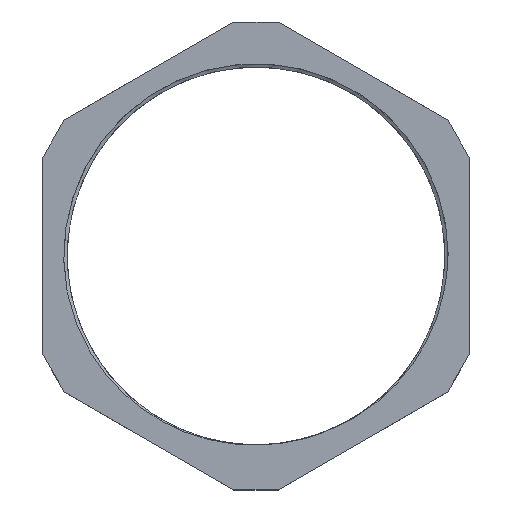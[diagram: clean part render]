
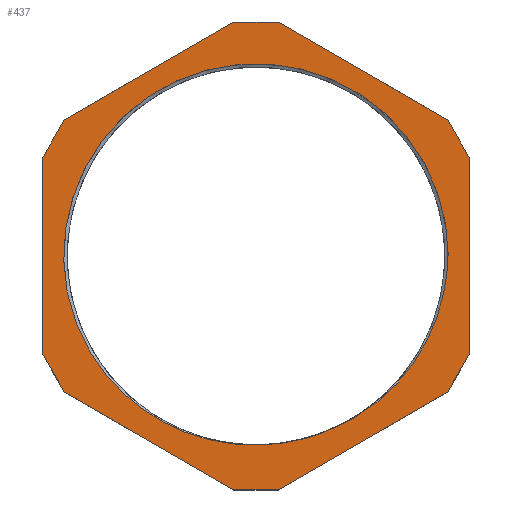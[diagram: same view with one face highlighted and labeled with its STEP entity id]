
A CAD part, top view. The second image highlights one B-rep face of the part: STEP entity #437.
In plain terms, the highlighted planar face has unit normal (0, 0, 1).
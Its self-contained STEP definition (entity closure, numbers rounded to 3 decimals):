
#16=FACE_BOUND('',#119,.T.);
#55=PLANE('',#478);
#57=CIRCLE('',#448,44.239);
#58=CIRCLE('',#451,45.);
#92=FACE_OUTER_BOUND('',#118,.T.);
#118=EDGE_LOOP('',(#394,#395,#396,#397,#398,#399,#400,#401,#402,#403,#404,
#405));
#119=EDGE_LOOP('',(#406,#407,#408,#409,#410));
#121=LINE('',#1420,#148);
#123=LINE('',#1428,#150);
#126=LINE('',#1442,#153);
#128=LINE('',#1450,#155);
#130=LINE('',#1462,#157);
#132=LINE('',#1470,#159);
#134=LINE('',#1482,#161);
#136=LINE('',#1490,#163);
#138=LINE('',#1503,#165);
#141=LINE('',#1516,#168);
#142=LINE('',#1523,#169);
#145=LINE('',#1536,#172);
#146=LINE('',#1541,#173);
#148=VECTOR('',#490,10.);
#150=VECTOR('',#500,10.);
#153=VECTOR('',#505,10.);
#155=VECTOR('',#509,10.);
#157=VECTOR('',#513,10.);
#159=VECTOR('',#517,10.);
#161=VECTOR('',#521,10.);
#163=VECTOR('',#525,10.);
#165=VECTOR('',#529,10.);
#168=VECTOR('',#534,10.);
#169=VECTOR('',#537,10.);
#172=VECTOR('',#542,10.);
#173=VECTOR('',#545,10.);
#176=B_SPLINE_CURVE_WITH_KNOTS('',3,(#875,#876,#877,#878,#879,#880,#881,
#882,#883,#884,#885,#886,#887),.UNSPECIFIED.,.F.,.F.,(4,3,3,3,4),(-5.405,
-4.398,-2.206,-0.506,0.),.UNSPECIFIED.);
#181=B_SPLINE_CURVE_WITH_KNOTS('',3,(#1405,#1406,#1407,#1408,#1409,#1410,
#1411,#1412,#1413,#1414,#1415,#1416,#1417),.UNSPECIFIED.,.F.,.F.,(4,3,3,
3,4),(-6.254,-4.417,-2.202,-0.499,
0.),.UNSPECIFIED.);
#184=VERTEX_POINT('',#818);
#185=VERTEX_POINT('',#874);
#188=VERTEX_POINT('',#948);
#190=VERTEX_POINT('',#1247);
#191=VERTEX_POINT('',#1419);
#192=VERTEX_POINT('',#1426);
#193=VERTEX_POINT('',#1427);
#197=VERTEX_POINT('',#1441);
#199=VERTEX_POINT('',#1449);
#202=VERTEX_POINT('',#1461);
#204=VERTEX_POINT('',#1469);
#207=VERTEX_POINT('',#1481);
#209=VERTEX_POINT('',#1489);
#212=VERTEX_POINT('',#1501);
#213=VERTEX_POINT('',#1502);
#217=VERTEX_POINT('',#1521);
#218=VERTEX_POINT('',#1522);
#224=EDGE_CURVE('',#184,#185,#176,.T.);
#229=EDGE_CURVE('',#188,#184,#57,.T.);
#232=EDGE_CURVE('',#190,#188,#181,.T.);
#233=EDGE_CURVE('',#185,#191,#121,.T.);
#235=EDGE_CURVE('',#190,#191,#58,.T.);
#237=EDGE_CURVE('',#192,#193,#123,.T.);
#242=EDGE_CURVE('',#193,#197,#126,.T.);
#245=EDGE_CURVE('',#197,#199,#128,.T.);
#249=EDGE_CURVE('',#199,#202,#130,.T.);
#252=EDGE_CURVE('',#202,#204,#132,.T.);
#256=EDGE_CURVE('',#204,#207,#134,.T.);
#259=EDGE_CURVE('',#207,#209,#136,.T.);
#263=EDGE_CURVE('',#212,#213,#138,.T.);
#268=EDGE_CURVE('',#213,#192,#141,.T.);
#270=EDGE_CURVE('',#217,#218,#142,.T.);
#275=EDGE_CURVE('',#209,#217,#145,.T.);
#277=EDGE_CURVE('',#218,#212,#146,.T.);
#394=ORIENTED_EDGE('',*,*,#275,.T.);
#395=ORIENTED_EDGE('',*,*,#270,.T.);
#396=ORIENTED_EDGE('',*,*,#277,.T.);
#397=ORIENTED_EDGE('',*,*,#263,.T.);
#398=ORIENTED_EDGE('',*,*,#268,.T.);
#399=ORIENTED_EDGE('',*,*,#237,.T.);
#400=ORIENTED_EDGE('',*,*,#242,.T.);
#401=ORIENTED_EDGE('',*,*,#245,.T.);
#402=ORIENTED_EDGE('',*,*,#249,.T.);
#403=ORIENTED_EDGE('',*,*,#252,.T.);
#404=ORIENTED_EDGE('',*,*,#256,.T.);
#405=ORIENTED_EDGE('',*,*,#259,.T.);
#406=ORIENTED_EDGE('',*,*,#235,.T.);
#407=ORIENTED_EDGE('',*,*,#233,.F.);
#408=ORIENTED_EDGE('',*,*,#224,.F.);
#409=ORIENTED_EDGE('',*,*,#229,.F.);
#410=ORIENTED_EDGE('',*,*,#232,.F.);
#437=ADVANCED_FACE('',(#92,#16),#55,.T.);
#448=AXIS2_PLACEMENT_3D('',#1004,#486,#487);
#451=AXIS2_PLACEMENT_3D('',#1423,#494,#495);
#478=AXIS2_PLACEMENT_3D('',#1558,#572,#573);
#486=DIRECTION('center_axis',(0.,0.,1.));
#487=DIRECTION('ref_axis',(-1.,0.,0.));
#490=DIRECTION('',(1.,0.,0.));
#494=DIRECTION('center_axis',(0.,0.,-1.));
#495=DIRECTION('ref_axis',(-1.,0.,0.));
#500=DIRECTION('',(0.866,0.5,0.));
#505=DIRECTION('',(0.5,0.866,0.));
#509=DIRECTION('',(0.,1.,0.));
#513=DIRECTION('',(-0.5,0.866,0.));
#517=DIRECTION('',(-0.866,0.5,0.));
#521=DIRECTION('',(-1.,0.,0.));
#525=DIRECTION('',(-0.866,-0.5,0.));
#529=DIRECTION('',(0.866,-0.5,0.));
#534=DIRECTION('',(1.,0.,0.));
#537=DIRECTION('',(0.,-1.,0.));
#542=DIRECTION('',(-0.5,-0.866,0.));
#545=DIRECTION('',(0.5,-0.866,0.));
#572=DIRECTION('center_axis',(0.,0.,1.));
#573=DIRECTION('ref_axis',(1.,0.,0.));
#818=CARTESIAN_POINT('',(15.637,-41.383,8.06));
#874=CARTESIAN_POINT('',(44.897,0.,8.06));
#875=CARTESIAN_POINT('Ctrl Pts',(15.636,-41.38,8.06));
#876=CARTESIAN_POINT('Ctrl Pts',(18.789,-40.234,8.06));
#877=CARTESIAN_POINT('Ctrl Pts',(21.805,-38.736,8.06));
#878=CARTESIAN_POINT('Ctrl Pts',(24.616,-36.911,8.06));
#879=CARTESIAN_POINT('Ctrl Pts',(30.74,-32.934,8.06));
#880=CARTESIAN_POINT('Ctrl Pts',(35.844,-27.431,8.06));
#881=CARTESIAN_POINT('Ctrl Pts',(39.354,-21.057,8.06));
#882=CARTESIAN_POINT('Ctrl Pts',(42.077,-16.114,8.06));
#883=CARTESIAN_POINT('Ctrl Pts',(43.843,-10.635,8.06));
#884=CARTESIAN_POINT('Ctrl Pts',(44.549,-5.035,8.06));
#885=CARTESIAN_POINT('Ctrl Pts',(44.76,-3.367,8.06));
#886=CARTESIAN_POINT('Ctrl Pts',(44.877,-1.687,8.06));
#887=CARTESIAN_POINT('Ctrl Pts',(44.897,0.,
8.06));
#948=CARTESIAN_POINT('',(0.695,-44.234,8.06));
#1004=CARTESIAN_POINT('Origin',(0.,0.,8.06));
#1247=CARTESIAN_POINT('',(-44.203,-8.432,8.06));
#1405=CARTESIAN_POINT('Ctrl Pts',(-44.204,-8.431,8.06));
#1406=CARTESIAN_POINT('Ctrl Pts',(-42.979,-14.43,8.06));
#1407=CARTESIAN_POINT('Ctrl Pts',(-40.531,-20.163,8.06));
#1408=CARTESIAN_POINT('Ctrl Pts',(-37.038,-25.171,8.06));
#1409=CARTESIAN_POINT('Ctrl Pts',(-32.824,-31.212,8.06));
#1410=CARTESIAN_POINT('Ctrl Pts',(-27.087,-36.191,8.06));
#1411=CARTESIAN_POINT('Ctrl Pts',(-20.519,-39.501,8.06));
#1412=CARTESIAN_POINT('Ctrl Pts',(-15.469,-42.045,8.06));
#1413=CARTESIAN_POINT('Ctrl Pts',(-9.915,-43.608,8.06));
#1414=CARTESIAN_POINT('Ctrl Pts',(-4.28,-44.09,8.06));
#1415=CARTESIAN_POINT('Ctrl Pts',(-2.629,-44.231,8.06));
#1416=CARTESIAN_POINT('Ctrl Pts',(-0.968,-44.28,
8.06));
#1417=CARTESIAN_POINT('Ctrl Pts',(0.695,-44.234,8.06));
#1419=CARTESIAN_POINT('',(45.,0.,8.06));
#1420=CARTESIAN_POINT('',(22.369,0.,8.06));
#1423=CARTESIAN_POINT('Origin',(0.,0.,8.06));
#1426=CARTESIAN_POINT('',(5.157,-54.758,8.06));
#1427=CARTESIAN_POINT('',(44.843,-31.845,8.06));
#1428=CARTESIAN_POINT('',(46.792,-30.72,8.06));
#1441=CARTESIAN_POINT('',(50.,-22.913,8.06));
#1442=CARTESIAN_POINT('',(48.711,-25.146,8.06));
#1449=CARTESIAN_POINT('',(50.,22.913,8.06));
#1450=CARTESIAN_POINT('',(50.,-2.25,8.06));
#1461=CARTESIAN_POINT('',(44.843,31.845,8.06));
#1462=CARTESIAN_POINT('',(58.003,9.052,8.06));
#1469=CARTESIAN_POINT('',(5.157,54.758,8.06));
#1470=CARTESIAN_POINT('',(38.819,35.323,8.06));
#1481=CARTESIAN_POINT('',(-5.157,54.758,8.06));
#1482=CARTESIAN_POINT('',(21.162,54.758,8.06));
#1489=CARTESIAN_POINT('',(-44.843,31.845,8.06));
#1490=CARTESIAN_POINT('',(-23.051,44.426,8.06));
#1501=CARTESIAN_POINT('',(-44.843,-31.845,8.06));
#1502=CARTESIAN_POINT('',(-5.157,-54.758,8.06));
#1503=CARTESIAN_POINT('',(8.662,-62.736,8.06));
#1516=CARTESIAN_POINT('',(26.319,-54.758,8.06));
#1521=CARTESIAN_POINT('',(-50.,22.913,8.06));
#1522=CARTESIAN_POINT('',(-50.,-22.913,8.06));
#1523=CARTESIAN_POINT('',(-50.,-25.163,8.06));
#1536=CARTESIAN_POINT('',(-48.711,25.146,8.06));
#1541=CARTESIAN_POINT('',(-34.262,-50.172,8.06));
#1558=CARTESIAN_POINT('Origin',(47.482,-27.413,8.06));
